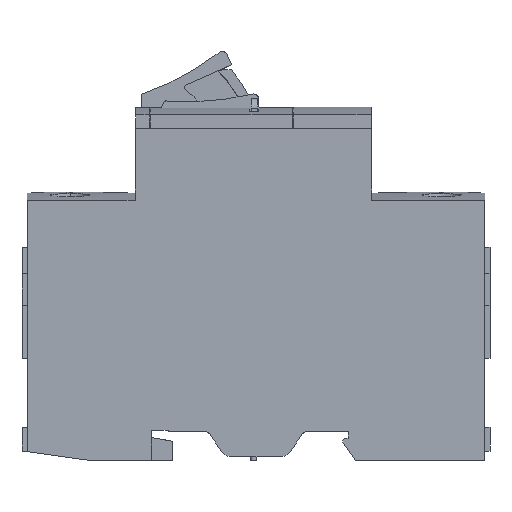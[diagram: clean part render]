
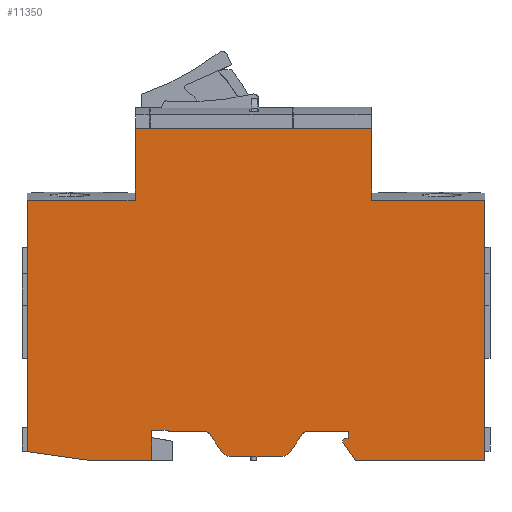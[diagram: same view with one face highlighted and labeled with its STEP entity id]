
A CAD part, left-side view. The second image highlights one B-rep face of the part: STEP entity #11350.
In plain terms, the highlighted planar face has unit normal (-1, 0, 0).
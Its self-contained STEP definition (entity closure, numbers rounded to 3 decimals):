
#831=DIRECTION('',(0.,1.,0.));
#832=VECTOR('',#831,45.);
#833=CARTESIAN_POINT('',(-22.25,21.5,37.67));
#834=LINE('',#833,#832);
#952=DIRECTION('',(0.,0.,1.));
#953=VECTOR('',#952,13.67);
#954=CARTESIAN_POINT('',(-22.25,21.5,24.));
#955=LINE('',#954,#953);
#981=DIRECTION('',(0.,1.,0.));
#982=VECTOR('',#981,21.5);
#983=CARTESIAN_POINT('',(-22.25,0.,24.));
#984=LINE('',#983,#982);
#1152=DIRECTION('',(0.,1.,0.));
#1153=VECTOR('',#1152,20.5);
#1154=CARTESIAN_POINT('',(-22.25,66.5,24.));
#1155=LINE('',#1154,#1153);
#1660=DIRECTION('',(0.,0.,1.));
#1661=VECTOR('',#1660,47.828);
#1662=CARTESIAN_POINT('',(-22.25,87.,-23.828));
#1663=LINE('',#1662,#1661);
#1667=DIRECTION('',(0.,1.,0.));
#1668=VECTOR('',#1667,24.549);
#1669=CARTESIAN_POINT('',(-22.25,0.,-25.5));
#1670=LINE('',#1669,#1668);
#1674=DIRECTION('',(0.,0.574,0.819));
#1675=VECTOR('',#1674,4.273);
#1676=CARTESIAN_POINT('',(-22.25,24.549,-25.5));
#1677=LINE('',#1676,#1675);
#1681=DIRECTION('',(0.,0.,1.));
#1682=VECTOR('',#1681,0.3);
#1683=CARTESIAN_POINT('',(-22.25,27.,-22.));
#1684=LINE('',#1683,#1682);
#1688=DIRECTION('',(0.,-0.707,0.707));
#1689=VECTOR('',#1688,0.566);
#1690=CARTESIAN_POINT('',(-22.25,27.,-21.7));
#1691=LINE('',#1690,#1689);
#1695=DIRECTION('',(0.,-1.,0.));
#1696=VECTOR('',#1695,0.6);
#1697=CARTESIAN_POINT('',(-22.25,26.6,-21.3));
#1698=LINE('',#1697,#1696);
#1702=DIRECTION('',(0.,0.,1.));
#1703=VECTOR('',#1702,1.3);
#1704=CARTESIAN_POINT('',(-22.25,26.,-21.3));
#1705=LINE('',#1704,#1703);
#1709=DIRECTION('',(0.,1.,0.));
#1710=VECTOR('',#1709,7.8);
#1711=CARTESIAN_POINT('',(-22.25,26.,-20.));
#1712=LINE('',#1711,#1710);
#1716=CARTESIAN_POINT('',(-22.25,33.8,-21.));
#1717=DIRECTION('',(-1.,0.,0.));
#1718=DIRECTION('',(0.,0.,1.));
#1719=AXIS2_PLACEMENT_3D('',#1716,#1717,#1718);
#1724=DIRECTION('',(0.,0.574,-0.819));
#1725=VECTOR('',#1724,4.298);
#1726=CARTESIAN_POINT('',(-22.25,34.619,-20.426));
#1727=LINE('',#1726,#1725);
#1731=CARTESIAN_POINT('',(-22.25,38.723,-22.8));
#1732=DIRECTION('',(-1.,0.,0.));
#1733=DIRECTION('',(0.,0.,-1.));
#1734=AXIS2_PLACEMENT_3D('',#1731,#1732,#1733);
#1739=DIRECTION('',(0.,1.,0.));
#1740=VECTOR('',#1739,9.555);
#1741=CARTESIAN_POINT('',(-22.25,38.723,-24.8));
#1742=LINE('',#1741,#1740);
#1746=CARTESIAN_POINT('',(-22.25,48.277,-22.8));
#1747=DIRECTION('',(-1.,0.,0.));
#1748=DIRECTION('',(0.,0.819,-0.574));
#1749=AXIS2_PLACEMENT_3D('',#1746,#1747,#1748);
#1754=DIRECTION('',(0.,0.574,0.819));
#1755=VECTOR('',#1754,4.298);
#1756=CARTESIAN_POINT('',(-22.25,49.916,-23.947));
#1757=LINE('',#1756,#1755);
#1761=CARTESIAN_POINT('',(-22.25,53.2,-21.));
#1762=DIRECTION('',(-1.,0.,0.));
#1763=DIRECTION('',(0.,-0.819,0.574));
#1764=AXIS2_PLACEMENT_3D('',#1761,#1762,#1763);
#1769=DIRECTION('',(0.,1.,0.));
#1770=VECTOR('',#1769,7.);
#1771=CARTESIAN_POINT('',(-22.25,53.2,-20.));
#1772=LINE('',#1771,#1770);
#1776=DIRECTION('',(0.,0.,1.));
#1777=VECTOR('',#1776,0.26);
#1778=CARTESIAN_POINT('',(-22.25,60.2,-20.));
#1779=LINE('',#1778,#1777);
#1783=DIRECTION('',(0.,1.,0.));
#1784=VECTOR('',#1783,3.199);
#1785=CARTESIAN_POINT('',(-22.25,60.2,-19.74));
#1786=LINE('',#1785,#1784);
#1790=DIRECTION('',(0.,0.,-1.));
#1791=VECTOR('',#1790,1.46);
#1792=CARTESIAN_POINT('',(-22.25,63.399,-19.74));
#1793=LINE('',#1792,#1791);
#1797=DIRECTION('',(0.,0.,1.));
#1798=VECTOR('',#1797,4.3);
#1799=CARTESIAN_POINT('',(-22.25,63.399,-25.5));
#1800=LINE('',#1799,#1798);
#1804=DIRECTION('',(0.,1.,0.));
#1805=VECTOR('',#1804,11.701);
#1806=CARTESIAN_POINT('',(-22.25,63.399,-25.5));
#1807=LINE('',#1806,#1805);
#1811=DIRECTION('',(0.,0.99,0.139));
#1812=VECTOR('',#1811,12.017);
#1813=CARTESIAN_POINT('',(-22.25,75.1,-25.5));
#1814=LINE('',#1813,#1812);
#1832=DIRECTION('',(0.,0.,1.));
#1833=VECTOR('',#1832,13.67);
#1834=CARTESIAN_POINT('',(-22.25,66.5,24.));
#1835=LINE('',#1834,#1833);
#1861=DIRECTION('',(0.,0.,1.));
#1862=VECTOR('',#1861,49.5);
#1863=CARTESIAN_POINT('',(-22.25,0.,-25.5));
#1864=LINE('',#1863,#1862);
#8809=CARTESIAN_POINT('',(-22.25,0.,24.));
#8811=VERTEX_POINT('',#8809);
#8815=CARTESIAN_POINT('',(-22.25,0.,-25.5));
#8816=VERTEX_POINT('',#8815);
#8817=CARTESIAN_POINT('',(-22.25,21.5,24.));
#8819=VERTEX_POINT('',#8817);
#8821=CARTESIAN_POINT('',(-22.25,66.5,24.));
#8823=VERTEX_POINT('',#8821);
#8859=CARTESIAN_POINT('',(-22.25,24.549,-25.5));
#8860=VERTEX_POINT('',#8859);
#8861=CARTESIAN_POINT('',(-22.25,49.916,-23.947));
#8862=CARTESIAN_POINT('',(-22.25,48.277,-24.8));
#8863=VERTEX_POINT('',#8861);
#8864=VERTEX_POINT('',#8862);
#8865=CARTESIAN_POINT('',(-22.25,52.381,-20.426));
#8866=VERTEX_POINT('',#8865);
#8867=CARTESIAN_POINT('',(-22.25,53.2,-20.));
#8868=VERTEX_POINT('',#8867);
#8869=CARTESIAN_POINT('',(-22.25,60.2,-20.));
#8870=VERTEX_POINT('',#8869);
#8871=CARTESIAN_POINT('',(-22.25,60.2,-19.74));
#8872=VERTEX_POINT('',#8871);
#8873=CARTESIAN_POINT('',(-22.25,63.399,-19.74));
#8874=VERTEX_POINT('',#8873);
#8875=CARTESIAN_POINT('',(-22.25,27.,-22.));
#8876=VERTEX_POINT('',#8875);
#8877=CARTESIAN_POINT('',(-22.25,27.,-21.7));
#8878=VERTEX_POINT('',#8877);
#8879=CARTESIAN_POINT('',(-22.25,26.6,-21.3));
#8880=VERTEX_POINT('',#8879);
#8881=CARTESIAN_POINT('',(-22.25,26.,-21.3));
#8882=VERTEX_POINT('',#8881);
#8883=CARTESIAN_POINT('',(-22.25,26.,-20.));
#8884=VERTEX_POINT('',#8883);
#8885=CARTESIAN_POINT('',(-22.25,33.8,-20.));
#8886=VERTEX_POINT('',#8885);
#8887=CARTESIAN_POINT('',(-22.25,34.619,-20.426));
#8888=VERTEX_POINT('',#8887);
#8889=CARTESIAN_POINT('',(-22.25,37.084,-23.947));
#8890=VERTEX_POINT('',#8889);
#8891=CARTESIAN_POINT('',(-22.25,38.723,-24.8));
#8892=VERTEX_POINT('',#8891);
#8895=CARTESIAN_POINT('',(-22.25,21.5,37.67));
#8896=VERTEX_POINT('',#8895);
#8899=CARTESIAN_POINT('',(-22.25,66.5,37.67));
#8900=VERTEX_POINT('',#8899);
#9577=CARTESIAN_POINT('',(-22.25,75.1,-25.5));
#9578=VERTEX_POINT('',#9577);
#9837=CARTESIAN_POINT('',(-22.25,63.399,-25.5));
#9838=VERTEX_POINT('',#9837);
#9843=CARTESIAN_POINT('',(-22.25,63.399,-21.2));
#9844=VERTEX_POINT('',#9843);
#9869=CARTESIAN_POINT('',(-22.25,87.,24.));
#9871=VERTEX_POINT('',#9869);
#9875=CARTESIAN_POINT('',(-22.25,87.,-23.828));
#9876=VERTEX_POINT('',#9875);
#11292=CARTESIAN_POINT('',(-22.25,0.,-25.5));
#11293=DIRECTION('',(-1.,0.,0.));
#11294=DIRECTION('',(0.,0.,1.));
#11295=AXIS2_PLACEMENT_3D('',#11292,#11293,#11294);
#11296=PLANE('',#11295);
#11297=ORIENTED_EDGE('',*,*,#11114,.T.);
#11298=ORIENTED_EDGE('',*,*,#11025,.F.);
#11300=ORIENTED_EDGE('',*,*,#11299,.T.);
#11301=ORIENTED_EDGE('',*,*,#10919,.F.);
#11302=ORIENTED_EDGE('',*,*,#10973,.F.);
#11303=ORIENTED_EDGE('',*,*,#10991,.F.);
#11305=ORIENTED_EDGE('',*,*,#11304,.F.);
#11307=ORIENTED_EDGE('',*,*,#11306,.T.);
#11309=ORIENTED_EDGE('',*,*,#11308,.T.);
#11311=ORIENTED_EDGE('',*,*,#11310,.T.);
#11313=ORIENTED_EDGE('',*,*,#11312,.T.);
#11315=ORIENTED_EDGE('',*,*,#11314,.T.);
#11317=ORIENTED_EDGE('',*,*,#11316,.T.);
#11319=ORIENTED_EDGE('',*,*,#11318,.T.);
#11321=ORIENTED_EDGE('',*,*,#11320,.T.);
#11323=ORIENTED_EDGE('',*,*,#11322,.T.);
#11325=ORIENTED_EDGE('',*,*,#11324,.F.);
#11327=ORIENTED_EDGE('',*,*,#11326,.T.);
#11329=ORIENTED_EDGE('',*,*,#11328,.F.);
#11331=ORIENTED_EDGE('',*,*,#11330,.T.);
#11333=ORIENTED_EDGE('',*,*,#11332,.T.);
#11335=ORIENTED_EDGE('',*,*,#11334,.T.);
#11337=ORIENTED_EDGE('',*,*,#11336,.T.);
#11339=ORIENTED_EDGE('',*,*,#11338,.T.);
#11341=ORIENTED_EDGE('',*,*,#11340,.T.);
#11343=ORIENTED_EDGE('',*,*,#11342,.F.);
#11345=ORIENTED_EDGE('',*,*,#11344,.T.);
#11347=ORIENTED_EDGE('',*,*,#11346,.T.);
#11348=EDGE_LOOP('',(#11297,#11298,#11300,#11301,#11302,#11303,#11305,#11307,
#11309,#11311,#11313,#11315,#11317,#11319,#11321,#11323,#11325,#11327,#11329,
#11331,#11333,#11335,#11337,#11339,#11341,#11343,#11345,#11347));
#11349=FACE_OUTER_BOUND('',#11348,.F.);
#1720=CIRCLE('',#1719,1.);
#1735=CIRCLE('',#1734,2.);
#1750=CIRCLE('',#1749,2.);
#1765=CIRCLE('',#1764,1.);
#10919=EDGE_CURVE('',#8896,#8900,#834,.T.);
#10973=EDGE_CURVE('',#8819,#8896,#955,.T.);
#10991=EDGE_CURVE('',#8811,#8819,#984,.T.);
#11025=EDGE_CURVE('',#8823,#9871,#1155,.T.);
#11114=EDGE_CURVE('',#9876,#9871,#1663,.T.);
#11299=EDGE_CURVE('',#8823,#8900,#1835,.T.);
#11304=EDGE_CURVE('',#8816,#8811,#1864,.T.);
#11306=EDGE_CURVE('',#8816,#8860,#1670,.T.);
#11308=EDGE_CURVE('',#8860,#8876,#1677,.T.);
#11310=EDGE_CURVE('',#8876,#8878,#1684,.T.);
#11312=EDGE_CURVE('',#8878,#8880,#1691,.T.);
#11314=EDGE_CURVE('',#8880,#8882,#1698,.T.);
#11316=EDGE_CURVE('',#8882,#8884,#1705,.T.);
#11318=EDGE_CURVE('',#8884,#8886,#1712,.T.);
#11320=EDGE_CURVE('',#8886,#8888,#1720,.T.);
#11322=EDGE_CURVE('',#8888,#8890,#1727,.T.);
#11324=EDGE_CURVE('',#8892,#8890,#1735,.T.);
#11326=EDGE_CURVE('',#8892,#8864,#1742,.T.);
#11328=EDGE_CURVE('',#8863,#8864,#1750,.T.);
#11330=EDGE_CURVE('',#8863,#8866,#1757,.T.);
#11332=EDGE_CURVE('',#8866,#8868,#1765,.T.);
#11334=EDGE_CURVE('',#8868,#8870,#1772,.T.);
#11336=EDGE_CURVE('',#8870,#8872,#1779,.T.);
#11338=EDGE_CURVE('',#8872,#8874,#1786,.T.);
#11340=EDGE_CURVE('',#8874,#9844,#1793,.T.);
#11342=EDGE_CURVE('',#9838,#9844,#1800,.T.);
#11344=EDGE_CURVE('',#9838,#9578,#1807,.T.);
#11346=EDGE_CURVE('',#9578,#9876,#1814,.T.);
#11350=ADVANCED_FACE('',(#11349),#11296,.T.);
